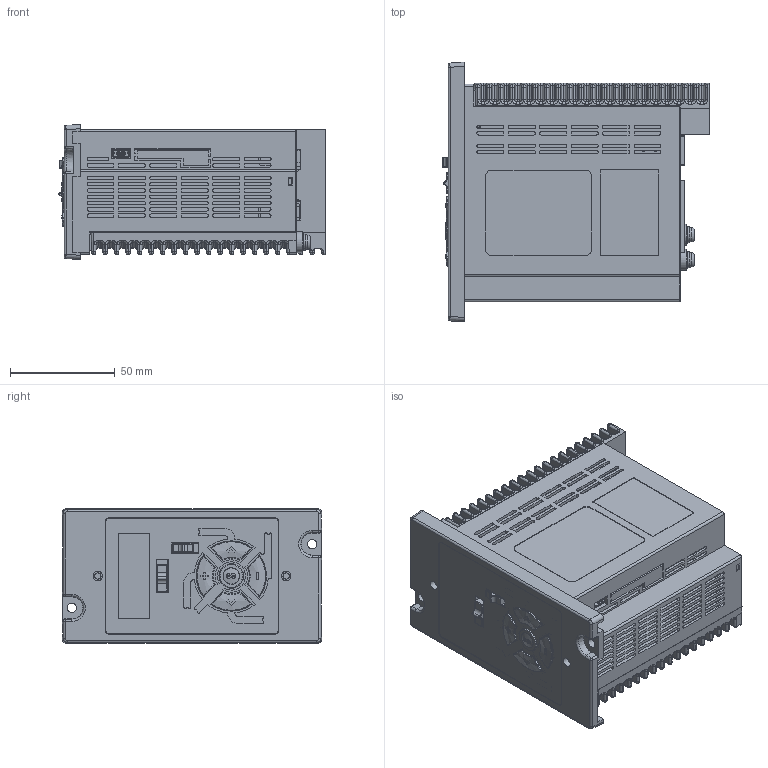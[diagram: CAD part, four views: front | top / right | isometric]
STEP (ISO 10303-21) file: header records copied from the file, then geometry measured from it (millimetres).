
FILE_DESCRIPTION((''),'2;1');
FILE_NAME('GUF-200,400W.stp','2019-12-17T14:37:26',('AHN'),(''),'Autodesk Inventor 2009','Autodesk Inventor 2009','');
FILE_SCHEMA(('AUTOMOTIVE_DESIGN { 1 0 10303 214 1 1 1 1 }'));
Length unit declared in the file: millimetre
Products named in the file (32): 200,400W Drive assembly; PCB ASSY-1; USB-T06-0074-1; USB2066-05-RBHM-15-STB-00-00-_1_ASM-1; ASM0001_ASM-1; USB2066-05-RBHM-15-STB-00--7384-1; USB2066-05-RBHM-15-STB-00--3884-1; USB2066-05-RBHM-15-STB-00-0-384-1; USB2066-05-RBHM-15-STB-00-00--8-1; USB2066-05-RBHM-15-STB-00-00--2-1; _USB2066-05-RBHM-15-STB-00-00-_-12; USB2066-05-RBHM-15-STB-00-00-_2-1; PCB1 R04-1; PCB2 R04-1; PCB3 R04-1; 3461CSR-1; JS202011CQN-1; PTS645SM43SMTR92 LFS-1; 5569-06A2-1; 5569-04A2-1; ECH250R-13-1; M91-DR-000-03-R00-1; M91-DR-000-04-R00-1; CPM5; M91-DR-000-06-R00-1; M91-DR-000-05-R00-1; M91-DR-200-01-R00; M91-DR-200-02-R00; pan cross head_ks_KS 1023 PC- M4 x 6-N-1; spring lock washer_ks_KS 1324 - M4-1; plain washer small grade a_iso_Washer ISO 7092 - 4-1; insert m305-1
Assembly tree (40 placements, depth 6):
  200,400W Drive assembly
    PCB ASSY-1
      USB-T06-0074-1
        USB2066-05-RBHM-15-STB-00-00-_1_ASM-1
          ASM0001_ASM-1
            USB2066-05-RBHM-15-STB-00--7384-1
            USB2066-05-RBHM-15-STB-00--3884-1
            USB2066-05-RBHM-15-STB-00-0-384-1
            USB2066-05-RBHM-15-STB-00-00--8-1
            USB2066-05-RBHM-15-STB-00-00--2-1
            _USB2066-05-RBHM-15-STB-00-00-_-12
          USB2066-05-RBHM-15-STB-00-00-_2-1
      PCB1 R04-1
      PCB2 R04-1
      PCB3 R04-1
      3461CSR-1
      JS202011CQN-1  x2
      PTS645SM43SMTR92 LFS-1  x5
      5569-06A2-1
      5569-04A2-1
      ECH250R-13-1
      M91-DR-000-03-R00-1
      M91-DR-000-04-R00-1
      CPM5
    M91-DR-000-06-R00-1
    M91-DR-000-05-R00-1
    M91-DR-200-01-R00
    M91-DR-200-02-R00
    pan cross head_ks_KS 1023 PC- M4 x 6-N-1  x2
    spring lock washer_ks_KS 1324 - M4-1  x2
    plain washer small grade a_iso_Washer ISO 7092 - 4-1  x2
    insert m305-1  x2
Bounding box: 127.6 x 124 x 64.5 mm (x, y, z)
Volume: 227966.7 mm3; surface area: 192245.9 mm2
Topology: 35 solids, 36 shells, 6322 faces, 16922 edges, 10577 vertices
Faces by surface type: plane 3805, cylinder 1415, bspline 823, sphere 210, cone 43, torus 26
Full cylindrical faces by diameter (mm): 2 x15, 2.007 x5, 2.2 x2, 2.5 x11, 3 x2, 3.2 x8, 3.3 x3, 3.5 x5, 4 x7, 4.3 x2, 4.5 x6, 6 x4, 8 x4, 10 x2, 11.4 x1, 11.8 x1
Entity records: 204235 total; most frequent: CARTESIAN_POINT 65459, ORIENTED_EDGE 30202, DIRECTION 25962, EDGE_CURVE 15109, VECTOR 10962, LINE 10962, VERTEX_POINT 9558, AXIS2_PLACEMENT_3D 7500
